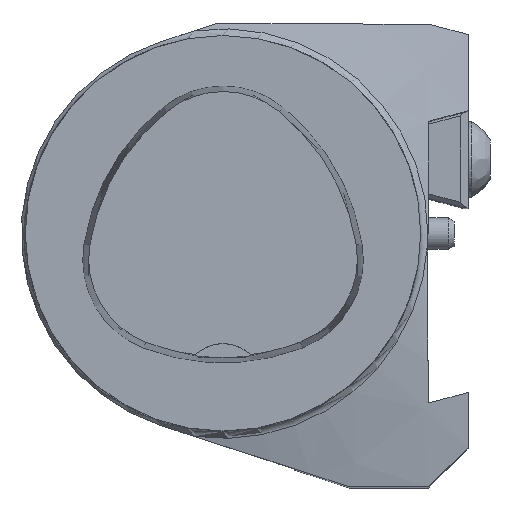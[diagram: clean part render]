
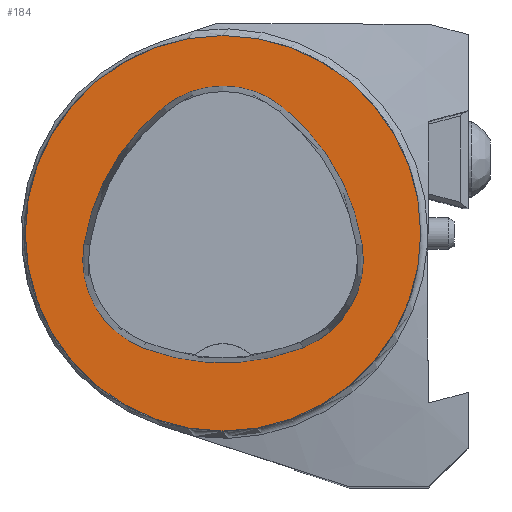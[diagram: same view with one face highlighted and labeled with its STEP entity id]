
A CAD part, top view. The second image highlights one B-rep face of the part: STEP entity #184.
In plain terms, the highlighted planar face has unit normal (0, 0, 1).
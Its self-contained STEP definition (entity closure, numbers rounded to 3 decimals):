
#184=ADVANCED_FACE('',(#540,#541),#249,.T.);
#249=PLANE('',#1514);
#540=FACE_BOUND('',#611,.T.);
#541=FACE_BOUND('',#612,.T.);
#611=EDGE_LOOP('',(#922,#923,#924,#925,#926,#927));
#612=EDGE_LOOP('',(#928));
#922=ORIENTED_EDGE('',*,*,#1318,.T.);
#923=ORIENTED_EDGE('',*,*,#1298,.T.);
#924=ORIENTED_EDGE('',*,*,#1302,.T.);
#925=ORIENTED_EDGE('',*,*,#1305,.T.);
#926=ORIENTED_EDGE('',*,*,#1308,.T.);
#927=ORIENTED_EDGE('',*,*,#1316,.T.);
#928=ORIENTED_EDGE('',*,*,#1257,.F.);
#1116=VERTEX_POINT('',#2198);
#1133=VERTEX_POINT('',#2285);
#1134=VERTEX_POINT('',#2286);
#1137=VERTEX_POINT('',#2294);
#1139=VERTEX_POINT('',#2300);
#1141=VERTEX_POINT('',#2306);
#1148=VERTEX_POINT('',#2327);
#1257=EDGE_CURVE('',#1116,#1116,#1363,.T.);
#1298=EDGE_CURVE('',#1133,#1134,#1368,.T.);
#1302=EDGE_CURVE('',#1134,#1137,#1370,.T.);
#1305=EDGE_CURVE('',#1137,#1139,#1372,.T.);
#1308=EDGE_CURVE('',#1139,#1141,#1374,.T.);
#1316=EDGE_CURVE('',#1141,#1148,#1378,.T.);
#1318=EDGE_CURVE('',#1148,#1133,#1380,.T.);
#1363=CIRCLE('',#1457,25.);
#1368=CIRCLE('',#1492,28.);
#1370=CIRCLE('',#1495,12.);
#1372=CIRCLE('',#1498,28.);
#1374=CIRCLE('',#1501,12.);
#1378=CIRCLE('',#1506,28.);
#1380=CIRCLE('',#1509,12.);
#1457=AXIS2_PLACEMENT_3D('',#2197,#1688,#1689);
#1492=AXIS2_PLACEMENT_3D('',#2284,#1787,#1788);
#1495=AXIS2_PLACEMENT_3D('',#2293,#1795,#1796);
#1498=AXIS2_PLACEMENT_3D('',#2299,#1802,#1803);
#1501=AXIS2_PLACEMENT_3D('',#2305,#1809,#1810);
#1506=AXIS2_PLACEMENT_3D('',#2328,#1821,#1822);
#1509=AXIS2_PLACEMENT_3D('',#2331,#1827,#1828);
#1514=AXIS2_PLACEMENT_3D('',#2336,#1837,#1838);
#1688=DIRECTION('',(0.,0.,-1.));
#1689=DIRECTION('',(-1.,0.,0.));
#1787=DIRECTION('',(0.,0.,-1.));
#1788=DIRECTION('',(-1.,0.,0.));
#1795=DIRECTION('',(0.,0.,-1.));
#1796=DIRECTION('',(-1.,0.,0.));
#1802=DIRECTION('',(0.,0.,-1.));
#1803=DIRECTION('',(-1.,0.,0.));
#1809=DIRECTION('',(0.,0.,-1.));
#1810=DIRECTION('',(-1.,0.,0.));
#1821=DIRECTION('',(0.,0.,-1.));
#1822=DIRECTION('',(-1.,0.,0.));
#1827=DIRECTION('',(0.,0.,-1.));
#1828=DIRECTION('',(-1.,0.,0.));
#1837=DIRECTION('',(0.,0.,1.));
#1838=DIRECTION('',(1.,0.,0.));
#2197=CARTESIAN_POINT('',(0.,0.,0.));
#2198=CARTESIAN_POINT('',(-25.,0.,0.));
#2284=CARTESIAN_POINT('',(10.068,-5.824,0.));
#2285=CARTESIAN_POINT('',(-17.584,-1.424,0.));
#2286=CARTESIAN_POINT('',(-7.531,15.953,0.));
#2293=CARTESIAN_POINT('',(0.011,6.62,0.));
#2294=CARTESIAN_POINT('',(7.567,15.942,0.));
#2299=CARTESIAN_POINT('',(-10.063,-5.81,0.));
#2300=CARTESIAN_POINT('',(17.59,-1.418,0.));
#2305=CARTESIAN_POINT('',(5.739,-3.3,0.));
#2306=CARTESIAN_POINT('',(10.05,-14.499,0.));
#2327=CARTESIAN_POINT('',(-10.025,-14.516,0.));
#2328=CARTESIAN_POINT('',(-0.01,11.631,0.));
#2331=CARTESIAN_POINT('',(-5.733,-3.31,0.));
#2336=CARTESIAN_POINT('',(0.,0.,0.));
